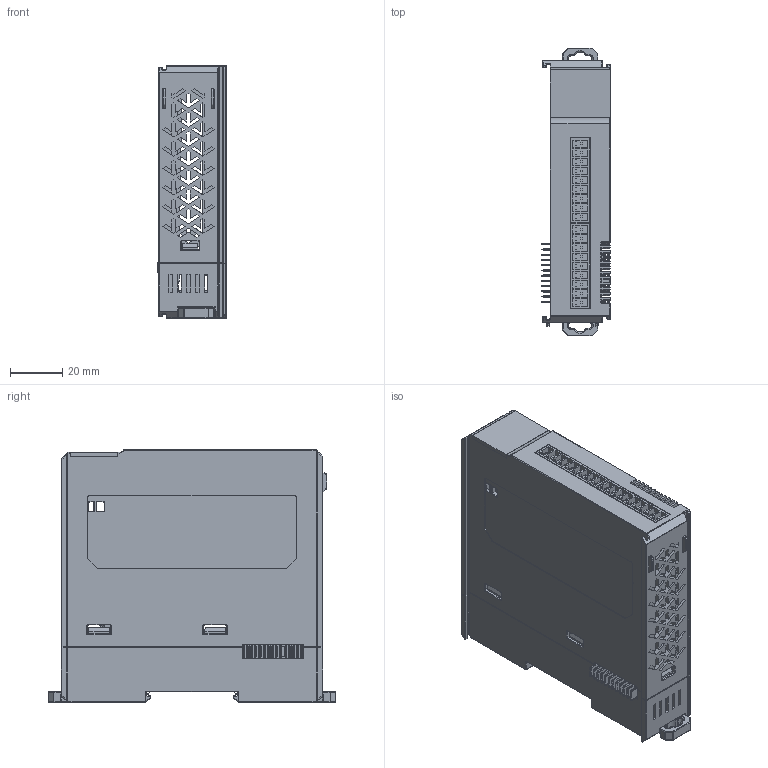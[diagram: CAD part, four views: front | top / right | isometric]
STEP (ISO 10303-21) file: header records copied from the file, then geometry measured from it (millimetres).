
FILE_DESCRIPTION((''),'2;1');
FILE_NAME('0-PMC-FUNCTIONAL-MODULE-SINGLE_ASM','2021-05-21T',('Administrator'),(''),'PRO/ENGINEER BY PARAMETRIC TECHNOLOGY CORPORATION, 2009440','PRO/ENGINEER BY PARAMETRIC TECHNOLOGY CORPORATION, 2009440','');
FILE_SCHEMA(('CONFIG_CONTROL_DESIGN'));
Products named in the file (20): PMC-FUNCTIONAL-MODULE-SINGLE-01; PMC-FUNCTIONAL-MODULE-SINGLE-03; 15EDGRC-3-5-XXP-1Y-00A-9PIN_1; E-1_ASM_1_ASM_ASM_ASM; PRT0028; ASM0009_ASM_ASM; PRT0031; ASM0010_ASM_ASM; PRT0032; E-2_ASM_1_ASM_ASM_ASM; FUNCTIONAL-MODULE-SINGLE-PCB_AS_ASM; PMC-FUNCTIONAL-MODULE-SINGLE-02; PRT0034; PRT0035; ASM0011_ASM_ASM; PRT0036; PMC-FUNCTIONAL-MODULE-SINGLE-B__ASM; ASM0008_ASM_ASM; 0-PMC-FUNCTIONAL-MODULE-SINGLE__ASM; 0-PMC-FUNCTIONAL-MODULE-SINGLE_ASM
Assembly tree (32 placements, depth 7):
  0-PMC-FUNCTIONAL-MODULE-SINGLE_ASM
    0-PMC-FUNCTIONAL-MODULE-SINGLE__ASM
      ASM0008_ASM_ASM
        PMC-FUNCTIONAL-MODULE-SINGLE-01
        PMC-FUNCTIONAL-MODULE-SINGLE-03
        FUNCTIONAL-MODULE-SINGLE-PCB_AS_ASM
          E-1_ASM_1_ASM_ASM_ASM
            15EDGRC-3-5-XXP-1Y-00A-9PIN_1  x2
          E-2_ASM_1_ASM_ASM_ASM
            ASM0009_ASM_ASM
              PRT0028
            ASM0010_ASM_ASM
              PRT0031  x12
            PRT0032
        PMC-FUNCTIONAL-MODULE-SINGLE-B__ASM
          PMC-FUNCTIONAL-MODULE-SINGLE-02
          ASM0011_ASM_ASM  x2
            PRT0034
            PRT0035
          PRT0036
Bounding box: 26.2 x 110 x 96.42 mm (x, y, z)
Volume: 59419 mm3; surface area: 83206.6 mm2
Topology: 24 solids, 24 shells, 4730 faces, 12862 edges, 8044 vertices
Faces by surface type: plane 2919, cylinder 1175, torus 275, bspline 149, sphere 120, cone 92
Entity records: 123478 total; most frequent: CARTESIAN_POINT 28320, ORIENTED_EDGE 20358, DIRECTION 19141, EDGE_CURVE 10179, VECTOR 7407, LINE 7407, VERTEX_POINT 6434, AXIS2_PLACEMENT_3D 5867
